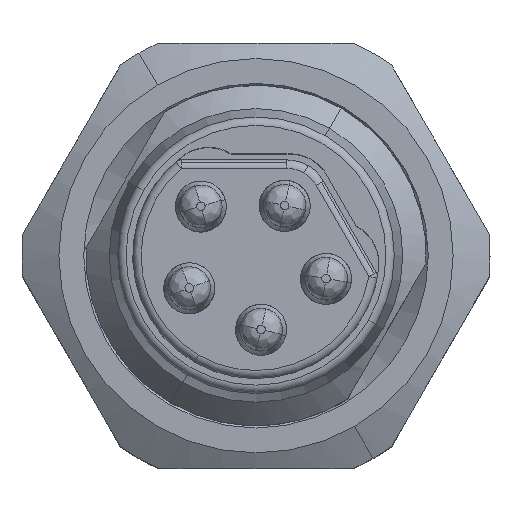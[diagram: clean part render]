
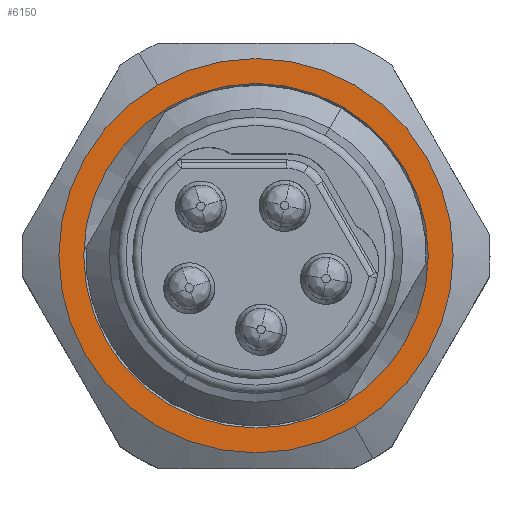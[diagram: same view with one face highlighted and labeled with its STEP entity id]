
A CAD part, top view. The second image highlights one B-rep face of the part: STEP entity #6150.
In plain terms, the highlighted planar face has unit normal (0, 0, 1).
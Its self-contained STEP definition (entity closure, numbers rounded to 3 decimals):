
#5951=AXIS2_PLACEMENT_3D('Circle Axis2P3D',#5949,#5950,$) ;
#6056=AXIS2_PLACEMENT_3D('Circle Axis2P3D',#6054,#6055,$) ;
#6126=AXIS2_PLACEMENT_3D('Plane Axis2P3D',#6123,#6124,#6125) ;
#6134=AXIS2_PLACEMENT_3D('Circle Axis2P3D',#6132,#6133,$) ;
#6143=AXIS2_PLACEMENT_3D('Circle Axis2P3D',#6141,#6142,$) ;
#5946=CARTESIAN_POINT('Vertex',(7.817,0.987,14.)) ;
#5949=CARTESIAN_POINT('Axis2P3D Location',(5.5,5.,14.)) ;
#5953=CARTESIAN_POINT('Vertex',(3.183,9.013,14.)) ;
#6054=CARTESIAN_POINT('Axis2P3D Location',(5.5,5.,14.)) ;
#6123=CARTESIAN_POINT('Axis2P3D Location',(3.25,8.897,14.)) ;
#6132=CARTESIAN_POINT('Axis2P3D Location',(5.5,5.,14.)) ;
#6136=CARTESIAN_POINT('Vertex',(7.525,1.493,14.)) ;
#6138=CARTESIAN_POINT('Vertex',(3.475,8.507,14.)) ;
#6141=CARTESIAN_POINT('Axis2P3D Location',(5.5,5.,14.)) ;
#5950=DIRECTION('Axis2P3D Direction',(0.,0.,-1.)) ;
#6055=DIRECTION('Axis2P3D Direction',(0.,0.,-1.)) ;
#6124=DIRECTION('Axis2P3D Direction',(0.,0.,1.)) ;
#6125=DIRECTION('Axis2P3D XDirection',(0.866,0.5,0.)) ;
#6133=DIRECTION('Axis2P3D Direction',(0.,0.,1.)) ;
#6142=DIRECTION('Axis2P3D Direction',(0.,0.,1.)) ;
#6129=ORIENTED_EDGE('',*,*,#6058,.T.) ;
#6130=ORIENTED_EDGE('',*,*,#5955,.T.) ;
#6147=ORIENTED_EDGE('',*,*,#6140,.F.) ;
#6148=ORIENTED_EDGE('',*,*,#6145,.F.) ;
#6149=FACE_BOUND('',#6146,.T.) ;
#6150=ADVANCED_FACE('Hauptkoerper',(#6131,#6149),#6127,.T.) ;
#5952=CIRCLE('generated circle',#5951,4.634) ;
#6057=CIRCLE('generated circle',#6056,4.634) ;
#6135=CIRCLE('generated circle',#6134,4.05) ;
#6144=CIRCLE('generated circle',#6143,4.05) ;
#5955=EDGE_CURVE('',#5954,#5947,#5952,.F.) ;
#6058=EDGE_CURVE('',#5947,#5954,#6057,.F.) ;
#6140=EDGE_CURVE('',#6137,#6139,#6135,.T.) ;
#6145=EDGE_CURVE('',#6139,#6137,#6144,.T.) ;
#6128=EDGE_LOOP('',(#6129,#6130)) ;
#6146=EDGE_LOOP('',(#6147,#6148)) ;
#6131=FACE_OUTER_BOUND('',#6128,.T.) ;
#6127=PLANE('',#6126) ;
#5947=VERTEX_POINT('',#5946) ;
#5954=VERTEX_POINT('',#5953) ;
#6137=VERTEX_POINT('',#6136) ;
#6139=VERTEX_POINT('',#6138) ;
